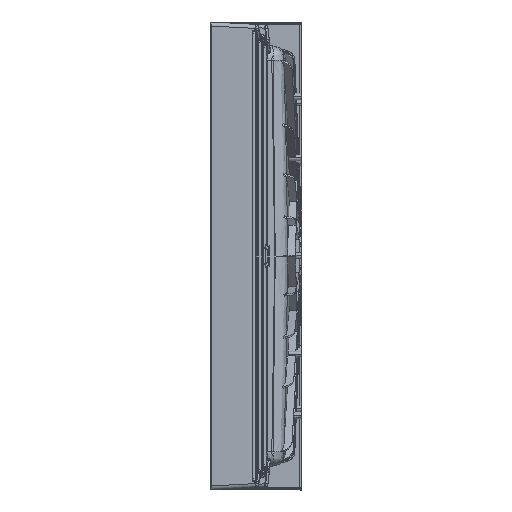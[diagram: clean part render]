
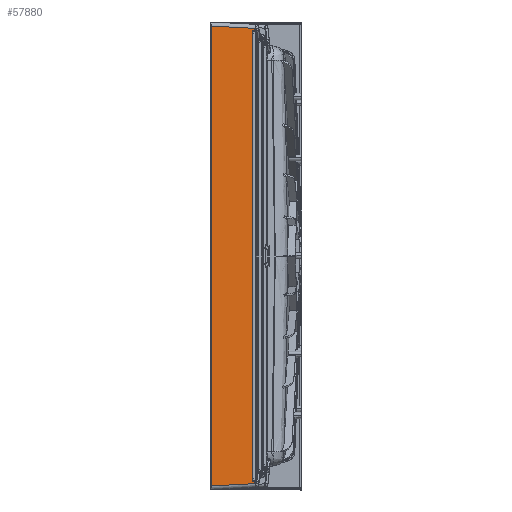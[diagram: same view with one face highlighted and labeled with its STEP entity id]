
A CAD part, left-side view. The second image highlights one B-rep face of the part: STEP entity #57880.
In plain terms, the highlighted planar face has unit normal (-0.999, -0.052, 0).
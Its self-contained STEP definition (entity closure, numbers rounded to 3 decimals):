
#869 = DIRECTION ( 'NONE',  ( -0.052, 0.998, 0.046 ) ) ;
#1228 = EDGE_CURVE ( 'NONE', #32775, #57556, #62050, .T. ) ;
#2399 = LINE ( 'NONE', #64703, #34125 ) ;
#4108 = DIRECTION ( 'NONE',  ( 0.052, -0.997, -0.052 ) ) ;
#4834 = CARTESIAN_POINT ( 'NONE',  ( -17.438, 6.783, 17.691 ) ) ;
#5937 = ORIENTED_EDGE ( 'NONE', *, *, #72400, .T. ) ;
#7324 = PLANE ( 'NONE',  #60340 ) ;
#7492 = CARTESIAN_POINT ( 'NONE',  ( -17.265, 3.479, 17.381 ) ) ;
#8071 = VERTEX_POINT ( 'NONE', #57332 ) ;
#8432 = EDGE_CURVE ( 'NONE', #65140, #57266, #18755, .T. ) ;
#15297 = LINE ( 'NONE', #61432, #35842 ) ;
#18258 = CARTESIAN_POINT ( 'NONE',  ( -17.438, 6.767, -18. ) ) ;
#18755 = LINE ( 'NONE', #19482, #62468 ) ;
#19159 = CARTESIAN_POINT ( 'NONE',  ( -17.254, 3.267, -17.323 ) ) ;
#19482 = CARTESIAN_POINT ( 'NONE',  ( -17.436, 6.732, 17.23 ) ) ;
#21290 = CARTESIAN_POINT ( 'NONE',  ( -17.255, 3.281, -17.508 ) ) ;
#24262 = LINE ( 'NONE', #18258, #37258 ) ;
#28179 = EDGE_CURVE ( 'NONE', #57556, #57266, #15297, .T. ) ;
#28392 = DIRECTION ( 'NONE',  ( 0., 0., 1. ) ) ;
#29217 = VECTOR ( 'NONE', #60291, 39.37 ) ;
#30200 = DIRECTION ( 'NONE',  ( -0.999, -0.052, 0. ) ) ;
#32775 = VERTEX_POINT ( 'NONE', #53535 ) ;
#34125 = VECTOR ( 'NONE', #48156, 39.37 ) ;
#34505 = VERTEX_POINT ( 'NONE', #60099 ) ;
#34642 = CARTESIAN_POINT ( 'NONE',  ( -17.436, 6.732, -17.23 ) ) ;
#35825 = FACE_OUTER_BOUND ( 'NONE', #70756, .T. ) ;
#35842 = VECTOR ( 'NONE', #56180, 39.37 ) ;
#37258 = VECTOR ( 'NONE', #28392, 39.37 ) ;
#37380 = LINE ( 'NONE', #48998, #62538 ) ;
#40650 = EDGE_CURVE ( 'NONE', #47893, #32775, #47654, .T. ) ;
#41061 = CARTESIAN_POINT ( 'NONE',  ( -17.438, 6.767, -18. ) ) ;
#41159 = CARTESIAN_POINT ( 'NONE',  ( -17.265, 3.479, -17.381 ) ) ;
#41304 = ORIENTED_EDGE ( 'NONE', *, *, #1228, .T. ) ;
#42302 = ORIENTED_EDGE ( 'NONE', *, *, #64300, .F. ) ;
#47654 = LINE ( 'NONE', #19159, #29217 ) ;
#47728 = ORIENTED_EDGE ( 'NONE', *, *, #68928, .F. ) ;
#47893 = VERTEX_POINT ( 'NONE', #21290 ) ;
#48156 = DIRECTION ( 'NONE',  ( 0.004, -0.074, -0.997 ) ) ;
#48350 = DIRECTION ( 'NONE',  ( -0.052, 0.998, -0.046 ) ) ;
#48998 = CARTESIAN_POINT ( 'NONE',  ( -17.438, 6.783, -17.691 ) ) ;
#51372 = ORIENTED_EDGE ( 'NONE', *, *, #8432, .F. ) ;
#52817 = VECTOR ( 'NONE', #4108, 39.37 ) ;
#53535 = CARTESIAN_POINT ( 'NONE',  ( -17.254, 3.272, -17.391 ) ) ;
#55508 = CARTESIAN_POINT ( 'NONE',  ( -17.438, 6.767, -17.69 ) ) ;
#56180 = DIRECTION ( 'NONE',  ( 0., 0., 1. ) ) ;
#56637 = LINE ( 'NONE', #4834, #52817 ) ;
#57266 = VERTEX_POINT ( 'NONE', #7492 ) ;
#57332 = CARTESIAN_POINT ( 'NONE',  ( -17.255, 3.281, 17.508 ) ) ;
#57381 = VERTEX_POINT ( 'NONE', #55508 ) ;
#57556 = VERTEX_POINT ( 'NONE', #41159 ) ;
#57880 = ADVANCED_FACE ( 'NONE', ( #35825 ), #7324, .T. ) ;
#58812 = CARTESIAN_POINT ( 'NONE',  ( -17.254, 3.272, 17.391 ) ) ;
#60099 = CARTESIAN_POINT ( 'NONE',  ( -17.438, 6.767, 17.69 ) ) ;
#60287 = DIRECTION ( 'NONE',  ( 0.052, -0.997, 0.052 ) ) ;
#60291 = DIRECTION ( 'NONE',  ( 0.004, -0.074, 0.997 ) ) ;
#60340 = AXIS2_PLACEMENT_3D ( 'NONE', #41061, #30200, #63985 ) ;
#61432 = CARTESIAN_POINT ( 'NONE',  ( -17.265, 3.479, -18. ) ) ;
#62050 = LINE ( 'NONE', #34642, #67012 ) ;
#62468 = VECTOR ( 'NONE', #48350, 39.37 ) ;
#62538 = VECTOR ( 'NONE', #60287, 39.37 ) ;
#63985 = DIRECTION ( 'NONE',  ( 0.052, -0.999, 0. ) ) ;
#64300 = EDGE_CURVE ( 'NONE', #8071, #65140, #2399, .T. ) ;
#64703 = CARTESIAN_POINT ( 'NONE',  ( -17.254, 3.267, 17.323 ) ) ;
#65140 = VERTEX_POINT ( 'NONE', #58812 ) ;
#67012 = VECTOR ( 'NONE', #869, 39.37 ) ;
#67228 = ORIENTED_EDGE ( 'NONE', *, *, #70414, .F. ) ;
#68928 = EDGE_CURVE ( 'NONE', #34505, #8071, #56637, .T. ) ;
#70414 = EDGE_CURVE ( 'NONE', #57381, #34505, #24262, .T. ) ;
#70756 = EDGE_LOOP ( 'NONE', ( #47728, #67228, #5937, #71632, #41304, #72701, #51372, #42302 ) ) ;
#71632 = ORIENTED_EDGE ( 'NONE', *, *, #40650, .T. ) ;
#72400 = EDGE_CURVE ( 'NONE', #57381, #47893, #37380, .T. ) ;
#72701 = ORIENTED_EDGE ( 'NONE', *, *, #28179, .T. ) ;
